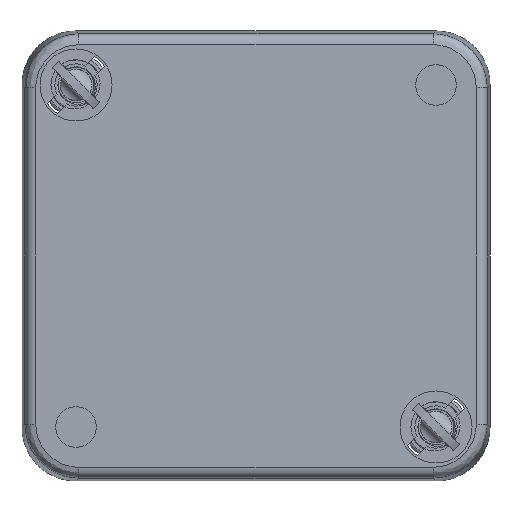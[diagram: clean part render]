
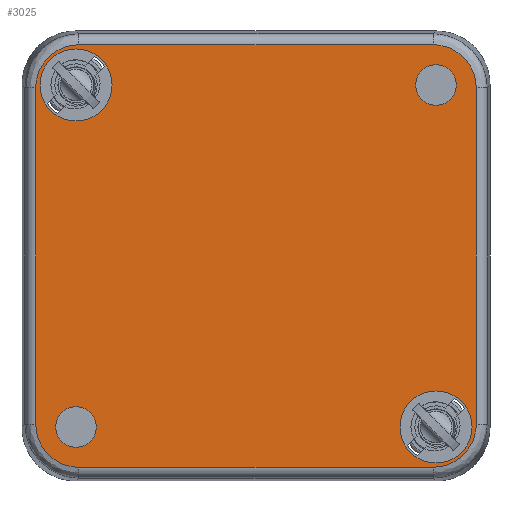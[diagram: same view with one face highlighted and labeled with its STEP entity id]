
A CAD part, front view. The second image highlights one B-rep face of the part: STEP entity #3025.
In plain terms, the highlighted planar face has unit normal (0, -1, 0).
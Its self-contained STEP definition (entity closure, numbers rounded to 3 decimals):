
#43=CARTESIAN_POINT('',(20.,0.,19.));
#44=DIRECTION('',(0.,-1.,0.));
#45=DIRECTION('',(0.,0.,-1.));
#46=AXIS2_PLACEMENT_3D('',#43,#44,#45);
#52=CARTESIAN_POINT('',(20.,0.,19.));
#53=DIRECTION('',(0.,-1.,0.));
#54=DIRECTION('',(0.,0.,1.));
#55=AXIS2_PLACEMENT_3D('',#52,#53,#54);
#60=CARTESIAN_POINT('',(-20.,0.,-19.));
#61=DIRECTION('',(0.,-1.,0.));
#62=DIRECTION('',(0.,0.,-1.));
#63=AXIS2_PLACEMENT_3D('',#60,#61,#62);
#68=CARTESIAN_POINT('',(-20.,0.,-19.));
#69=DIRECTION('',(0.,-1.,0.));
#70=DIRECTION('',(0.,0.,1.));
#71=AXIS2_PLACEMENT_3D('',#68,#69,#70);
#76=CARTESIAN_POINT('',(20.,0.,-19.));
#77=DIRECTION('',(0.,-1.,0.));
#78=DIRECTION('',(1.,0.,0.));
#79=AXIS2_PLACEMENT_3D('',#76,#77,#78);
#84=CARTESIAN_POINT('',(20.,0.,-19.));
#85=DIRECTION('',(0.,-1.,0.));
#86=DIRECTION('',(-1.,0.,0.));
#87=AXIS2_PLACEMENT_3D('',#84,#85,#86);
#92=CARTESIAN_POINT('',(-20.,0.,19.));
#93=DIRECTION('',(0.,-1.,0.));
#94=DIRECTION('',(1.,0.,0.));
#95=AXIS2_PLACEMENT_3D('',#92,#93,#94);
#100=CARTESIAN_POINT('',(-20.,0.,19.));
#101=DIRECTION('',(0.,-1.,0.));
#102=DIRECTION('',(-1.,0.,0.));
#103=AXIS2_PLACEMENT_3D('',#100,#101,#102);
#108=CARTESIAN_POINT('',(-19.668,0.,
23.468));
#109=CARTESIAN_POINT('',(-19.95,0.,
23.468));
#110=CARTESIAN_POINT('',(-20.504,0.,
23.419));
#111=CARTESIAN_POINT('',(-21.318,0.,
23.201));
#112=CARTESIAN_POINT('',(-22.08,0.,
22.846));
#113=CARTESIAN_POINT('',(-22.769,0.,
22.363));
#114=CARTESIAN_POINT('',(-23.364,0.,
21.769));
#115=CARTESIAN_POINT('',(-23.846,0.,
21.08));
#116=CARTESIAN_POINT('',(-24.201,0.,
20.318));
#117=CARTESIAN_POINT('',(-24.419,0.,
19.504));
#118=CARTESIAN_POINT('',(-24.468,0.,
18.95));
#119=CARTESIAN_POINT('',(-24.468,0.,
18.668));
#124=DIRECTION('',(-1.,0.,0.));
#125=VECTOR('',#124,39.336);
#126=CARTESIAN_POINT('',(19.668,0.,23.468));
#127=LINE('',#126,#125);
#131=CARTESIAN_POINT('',(24.468,0.,18.668));
#132=CARTESIAN_POINT('',(24.468,0.,18.95));
#133=CARTESIAN_POINT('',(24.419,0.,
19.504));
#134=CARTESIAN_POINT('',(24.201,0.,20.318));
#135=CARTESIAN_POINT('',(23.846,0.,
21.08));
#136=CARTESIAN_POINT('',(23.363,0.,21.769));
#137=CARTESIAN_POINT('',(22.769,0.,22.364));
#138=CARTESIAN_POINT('',(22.08,0.,
22.846));
#139=CARTESIAN_POINT('',(21.318,0.,23.201));
#140=CARTESIAN_POINT('',(20.504,0.,
23.419));
#141=CARTESIAN_POINT('',(19.95,0.,23.468));
#142=CARTESIAN_POINT('',(19.668,0.,23.468));
#147=DIRECTION('',(0.,0.,1.));
#148=VECTOR('',#147,37.336);
#149=CARTESIAN_POINT('',(24.468,0.,
-18.668));
#150=LINE('',#149,#148);
#154=CARTESIAN_POINT('',(19.668,0.,
-23.468));
#155=CARTESIAN_POINT('',(19.95,0.,
-23.468));
#156=CARTESIAN_POINT('',(20.504,0.,
-23.419));
#157=CARTESIAN_POINT('',(21.318,0.,
-23.201));
#158=CARTESIAN_POINT('',(22.08,0.,
-22.846));
#159=CARTESIAN_POINT('',(22.769,0.,
-22.363));
#160=CARTESIAN_POINT('',(23.364,0.,
-21.769));
#161=CARTESIAN_POINT('',(23.846,0.,
-21.08));
#162=CARTESIAN_POINT('',(24.201,0.,
-20.318));
#163=CARTESIAN_POINT('',(24.419,0.,
-19.504));
#164=CARTESIAN_POINT('',(24.468,0.,
-18.95));
#165=CARTESIAN_POINT('',(24.468,0.,
-18.668));
#170=DIRECTION('',(1.,0.,0.));
#171=VECTOR('',#170,39.336);
#172=CARTESIAN_POINT('',(-19.668,0.,
-23.468));
#173=LINE('',#172,#171);
#177=CARTESIAN_POINT('',(-24.468,0.,
-18.668));
#178=CARTESIAN_POINT('',(-24.468,0.,
-18.95));
#179=CARTESIAN_POINT('',(-24.419,0.,
-19.504));
#180=CARTESIAN_POINT('',(-24.201,0.,
-20.318));
#181=CARTESIAN_POINT('',(-23.846,0.,
-21.08));
#182=CARTESIAN_POINT('',(-23.363,0.,
-21.769));
#183=CARTESIAN_POINT('',(-22.769,0.,
-22.364));
#184=CARTESIAN_POINT('',(-22.08,0.,
-22.846));
#185=CARTESIAN_POINT('',(-21.318,0.,
-23.201));
#186=CARTESIAN_POINT('',(-20.504,0.,
-23.419));
#187=CARTESIAN_POINT('',(-19.95,0.,
-23.468));
#188=CARTESIAN_POINT('',(-19.668,0.,
-23.468));
#193=DIRECTION('',(0.,0.,-1.));
#194=VECTOR('',#193,37.336);
#195=CARTESIAN_POINT('',(-24.468,0.,
18.668));
#196=LINE('',#195,#194);
#2660=CARTESIAN_POINT('',(20.,0.,16.75));
#2661=CARTESIAN_POINT('',(20.,0.,21.25));
#2662=VERTEX_POINT('',#2660);
#2663=VERTEX_POINT('',#2661);
#2664=CARTESIAN_POINT('',(-20.,0.,-21.25));
#2665=CARTESIAN_POINT('',(-20.,0.,-16.75));
#2666=VERTEX_POINT('',#2664);
#2667=VERTEX_POINT('',#2665);
#2700=CARTESIAN_POINT('',(24.,0.,-19.));
#2701=CARTESIAN_POINT('',(16.,0.,-19.));
#2702=VERTEX_POINT('',#2700);
#2703=VERTEX_POINT('',#2701);
#2704=CARTESIAN_POINT('',(-16.,0.,19.));
#2705=CARTESIAN_POINT('',(-24.,0.,19.));
#2706=VERTEX_POINT('',#2704);
#2707=VERTEX_POINT('',#2705);
#2892=VERTEX_POINT('',#108);
#2893=VERTEX_POINT('',#119);
#2896=CARTESIAN_POINT('',(-24.468,0.,
-18.668));
#2897=VERTEX_POINT('',#2896);
#2900=VERTEX_POINT('',#188);
#2902=CARTESIAN_POINT('',(19.668,0.,
-23.468));
#2903=VERTEX_POINT('',#2902);
#2906=VERTEX_POINT('',#165);
#2908=CARTESIAN_POINT('',(24.468,0.,
18.668));
#2909=VERTEX_POINT('',#2908);
#2912=VERTEX_POINT('',#142);
#2978=CARTESIAN_POINT('',(0.,0.,0.));
#2979=DIRECTION('',(0.,1.,0.));
#2980=DIRECTION('',(1.,0.,0.));
#2981=AXIS2_PLACEMENT_3D('',#2978,#2979,#2980);
#2982=PLANE('',#2981);
#2984=ORIENTED_EDGE('',*,*,#2983,.F.);
#2986=ORIENTED_EDGE('',*,*,#2985,.F.);
#2988=ORIENTED_EDGE('',*,*,#2987,.F.);
#2990=ORIENTED_EDGE('',*,*,#2989,.F.);
#2992=ORIENTED_EDGE('',*,*,#2991,.F.);
#2994=ORIENTED_EDGE('',*,*,#2993,.F.);
#2996=ORIENTED_EDGE('',*,*,#2995,.F.);
#2998=ORIENTED_EDGE('',*,*,#2997,.F.);
#2999=EDGE_LOOP('',(#2984,#2986,#2988,#2990,#2992,#2994,#2996,#2998));
#3000=FACE_OUTER_BOUND('',#2999,.F.);
#3002=ORIENTED_EDGE('',*,*,#3001,.T.);
#3004=ORIENTED_EDGE('',*,*,#3003,.T.);
#3005=EDGE_LOOP('',(#3002,#3004));
#3006=FACE_BOUND('',#3005,.F.);
#3008=ORIENTED_EDGE('',*,*,#3007,.T.);
#3010=ORIENTED_EDGE('',*,*,#3009,.T.);
#3011=EDGE_LOOP('',(#3008,#3010));
#3012=FACE_BOUND('',#3011,.F.);
#3014=ORIENTED_EDGE('',*,*,#3013,.T.);
#3016=ORIENTED_EDGE('',*,*,#3015,.T.);
#3017=EDGE_LOOP('',(#3014,#3016));
#3018=FACE_BOUND('',#3017,.F.);
#3020=ORIENTED_EDGE('',*,*,#3019,.T.);
#3022=ORIENTED_EDGE('',*,*,#3021,.T.);
#3023=EDGE_LOOP('',(#3020,#3022));
#3024=FACE_BOUND('',#3023,.F.);
#3025=ADVANCED_FACE('',(#3000,#3006,#3012,#3018,#3024),#2982,.F.);
#47=CIRCLE('',#46,2.25);
#56=CIRCLE('',#55,2.25);
#64=CIRCLE('',#63,2.25);
#72=CIRCLE('',#71,2.25);
#80=CIRCLE('',#79,4.);
#88=CIRCLE('',#87,4.);
#96=CIRCLE('',#95,4.);
#104=CIRCLE('',#103,4.);
#120=B_SPLINE_CURVE_WITH_KNOTS('',3,(#108,#109,#110,#111,#112,#113,#114,#115,
#116,#117,#118,#119),.UNSPECIFIED.,.F.,.F.,(4,1,1,1,1,1,1,1,1,4),(0.,
0.111,0.222,0.333,0.444,
0.556,0.667,0.778,0.889,1.),
.UNSPECIFIED.);
#143=B_SPLINE_CURVE_WITH_KNOTS('',3,(#131,#132,#133,#134,#135,#136,#137,#138,
#139,#140,#141,#142),.UNSPECIFIED.,.F.,.F.,(4,1,1,1,1,1,1,1,1,4),(0.,
0.111,0.222,0.333,0.444,
0.556,0.667,0.778,0.889,1.),
.UNSPECIFIED.);
#166=B_SPLINE_CURVE_WITH_KNOTS('',3,(#154,#155,#156,#157,#158,#159,#160,#161,
#162,#163,#164,#165),.UNSPECIFIED.,.F.,.F.,(4,1,1,1,1,1,1,1,1,4),(0.,
0.111,0.222,0.333,0.444,
0.556,0.667,0.778,0.889,1.),
.UNSPECIFIED.);
#189=B_SPLINE_CURVE_WITH_KNOTS('',3,(#177,#178,#179,#180,#181,#182,#183,#184,
#185,#186,#187,#188),.UNSPECIFIED.,.F.,.F.,(4,1,1,1,1,1,1,1,1,4),(0.,
0.111,0.222,0.333,0.444,
0.556,0.667,0.778,0.889,1.),
.UNSPECIFIED.);
#2983=EDGE_CURVE('',#2892,#2893,#120,.T.);
#2985=EDGE_CURVE('',#2912,#2892,#127,.T.);
#2987=EDGE_CURVE('',#2909,#2912,#143,.T.);
#2989=EDGE_CURVE('',#2906,#2909,#150,.T.);
#2991=EDGE_CURVE('',#2903,#2906,#166,.T.);
#2993=EDGE_CURVE('',#2900,#2903,#173,.T.);
#2995=EDGE_CURVE('',#2897,#2900,#189,.T.);
#2997=EDGE_CURVE('',#2893,#2897,#196,.T.);
#3001=EDGE_CURVE('',#2662,#2663,#47,.T.);
#3003=EDGE_CURVE('',#2663,#2662,#56,.T.);
#3007=EDGE_CURVE('',#2666,#2667,#64,.T.);
#3009=EDGE_CURVE('',#2667,#2666,#72,.T.);
#3013=EDGE_CURVE('',#2702,#2703,#80,.T.);
#3015=EDGE_CURVE('',#2703,#2702,#88,.T.);
#3019=EDGE_CURVE('',#2706,#2707,#96,.T.);
#3021=EDGE_CURVE('',#2707,#2706,#104,.T.);
